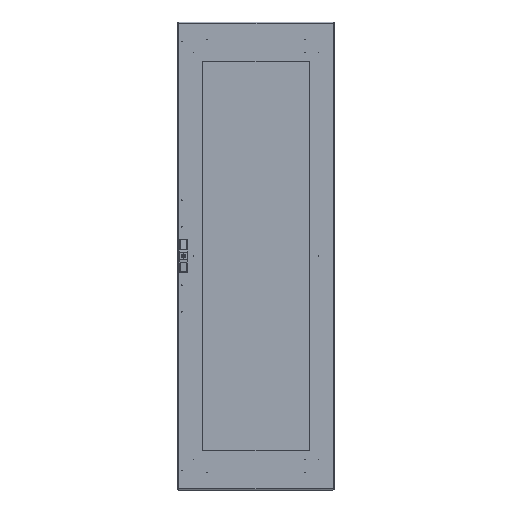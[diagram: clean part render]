
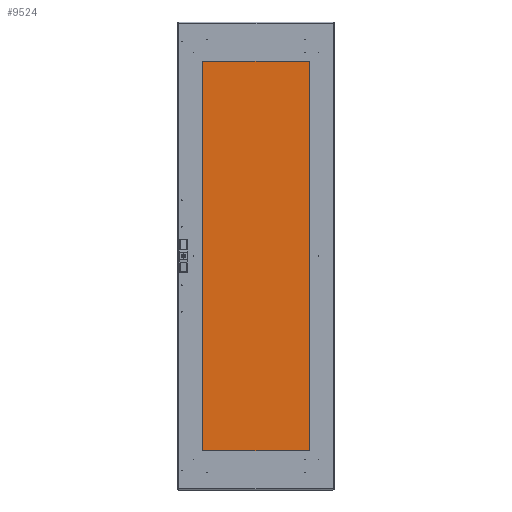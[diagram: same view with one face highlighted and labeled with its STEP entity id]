
A CAD part, top view. The second image highlights one B-rep face of the part: STEP entity #9524.
In plain terms, the highlighted planar face has unit normal (0, 0, 1).
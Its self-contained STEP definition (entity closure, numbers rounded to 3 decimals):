
#259 = VECTOR ( 'NONE', #7055, 1000. ) ;
#1649 = LINE ( 'NONE', #21053, #2169 ) ;
#2169 = VECTOR ( 'NONE', #24834, 1000. ) ;
#2643 = CARTESIAN_POINT ( 'NONE',  ( 0., 0., 4. ) ) ;
#3237 = AXIS2_PLACEMENT_3D ( 'NONE', #2643, #26662, #6128 ) ;
#4702 = EDGE_LOOP ( 'NONE', ( #35108, #32916, #8984, #14069 ) ) ;
#6128 = DIRECTION ( 'NONE',  ( 1., 0., 0. ) ) ;
#7055 = DIRECTION ( 'NONE',  ( -1., 0., 0. ) ) ;
#7137 = DIRECTION ( 'NONE',  ( 0., 1., 0. ) ) ;
#8984 = ORIENTED_EDGE ( 'NONE', *, *, #31568, .T. ) ;
#9524 = ADVANCED_FACE ( 'NONE', ( #13185 ), #40927, .T. ) ;
#9997 = CARTESIAN_POINT ( 'NONE',  ( 224.5, -765., 4. ) ) ;
#10025 = LINE ( 'NONE', #34601, #259 ) ;
#10798 = CARTESIAN_POINT ( 'NONE',  ( 223.5, 766., 4. ) ) ;
#13185 = FACE_OUTER_BOUND ( 'NONE', #4702, .T. ) ;
#13399 = LINE ( 'NONE', #10798, #26381 ) ;
#14069 = ORIENTED_EDGE ( 'NONE', *, *, #34362, .T. ) ;
#21053 = CARTESIAN_POINT ( 'NONE',  ( -223.5, -766., 4. ) ) ;
#21561 = VERTEX_POINT ( 'NONE', #25073 ) ;
#21629 = CARTESIAN_POINT ( 'NONE',  ( 223.5, 765., 4. ) ) ;
#21898 = EDGE_CURVE ( 'NONE', #30142, #21561, #44396, .T. ) ;
#24834 = DIRECTION ( 'NONE',  ( 0., -1., 0. ) ) ;
#25073 = CARTESIAN_POINT ( 'NONE',  ( 223.5, -765., 4. ) ) ;
#26381 = VECTOR ( 'NONE', #7137, 1000. ) ;
#26662 = DIRECTION ( 'NONE',  ( 0., 0., 1. ) ) ;
#27640 = DIRECTION ( 'NONE',  ( 1., 0., 0. ) ) ;
#30142 = VERTEX_POINT ( 'NONE', #42760 ) ;
#31568 = EDGE_CURVE ( 'NONE', #34627, #40504, #10025, .T. ) ;
#32916 = ORIENTED_EDGE ( 'NONE', *, *, #39168, .T. ) ;
#34362 = EDGE_CURVE ( 'NONE', #40504, #30142, #1649, .T. ) ;
#34601 = CARTESIAN_POINT ( 'NONE',  ( -224.5, 765., 4. ) ) ;
#34627 = VERTEX_POINT ( 'NONE', #21629 ) ;
#34694 = CARTESIAN_POINT ( 'NONE',  ( -223.5, 765., 4. ) ) ;
#35108 = ORIENTED_EDGE ( 'NONE', *, *, #21898, .T. ) ;
#39168 = EDGE_CURVE ( 'NONE', #21561, #34627, #13399, .T. ) ;
#40504 = VERTEX_POINT ( 'NONE', #34694 ) ;
#40927 = PLANE ( 'NONE',  #3237 ) ;
#41678 = VECTOR ( 'NONE', #27640, 1000. ) ;
#42760 = CARTESIAN_POINT ( 'NONE',  ( -223.5, -765., 4. ) ) ;
#44396 = LINE ( 'NONE', #9997, #41678 ) ;
